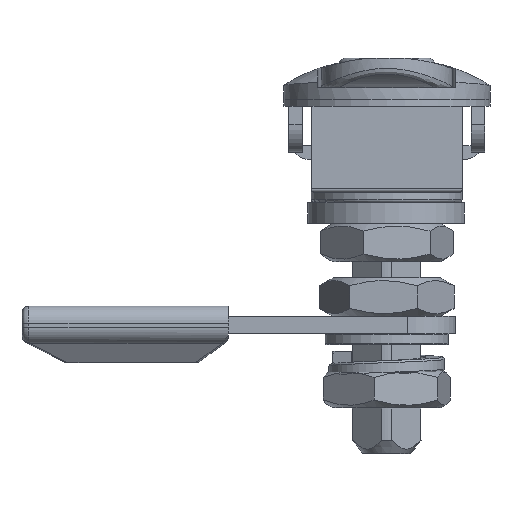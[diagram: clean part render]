
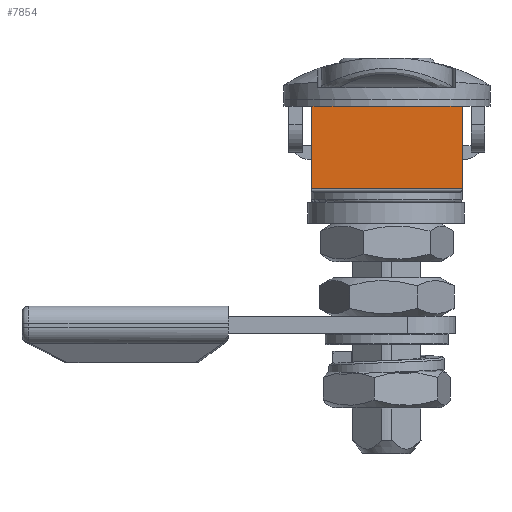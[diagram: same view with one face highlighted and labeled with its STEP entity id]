
A CAD part, front view. The second image highlights one B-rep face of the part: STEP entity #7854.
In plain terms, the highlighted planar face has unit normal (0, -1, 0).
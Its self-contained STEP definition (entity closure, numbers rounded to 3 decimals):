
#450=LINE('',#11786,#1042);
#458=LINE('',#11863,#1050);
#462=LINE('',#11902,#1054);
#463=LINE('',#11903,#1055);
#1042=VECTOR('',#9342,13.);
#1050=VECTOR('',#9374,22.);
#1054=VECTOR('',#9392,13.);
#1055=VECTOR('',#9393,22.);
#1621=PLANE('',#8399);
#1933=FACE_OUTER_BOUND('',#2435,.T.);
#2435=EDGE_LOOP('',(#5414,#5415,#5416,#5417));
#3400=VERTEX_POINT('',#11783);
#3401=VERTEX_POINT('',#11785);
#3416=VERTEX_POINT('',#11861);
#3420=VERTEX_POINT('',#11901);
#4174=EDGE_CURVE('',#3401,#3400,#450,.T.);
#4193=EDGE_CURVE('',#3416,#3400,#458,.T.);
#4202=EDGE_CURVE('',#3420,#3416,#462,.T.);
#4203=EDGE_CURVE('',#3401,#3420,#463,.T.);
#5414=ORIENTED_EDGE('',*,*,#4193,.F.);
#5415=ORIENTED_EDGE('',*,*,#4202,.F.);
#5416=ORIENTED_EDGE('',*,*,#4203,.F.);
#5417=ORIENTED_EDGE('',*,*,#4174,.T.);
#7854=ADVANCED_FACE('',(#1933),#1621,.T.);
#8399=AXIS2_PLACEMENT_3D('',#11900,#9390,#9391);
#9342=DIRECTION('',(0.,0.,-1.));
#9374=DIRECTION('',(-1.,0.,0.));
#9390=DIRECTION('center_axis',(0.,-1.,0.));
#9391=DIRECTION('ref_axis',(-1.,0.,0.));
#9392=DIRECTION('',(0.,0.,-1.));
#9393=DIRECTION('',(1.,0.,0.));
#11783=CARTESIAN_POINT('',(-11.,-47.,-13.));
#11785=CARTESIAN_POINT('',(-11.,-47.,0.));
#11786=CARTESIAN_POINT('',(-11.,-47.,0.));
#11861=CARTESIAN_POINT('',(11.,-47.,-13.));
#11863=CARTESIAN_POINT('',(5.5,-47.,-13.));
#11900=CARTESIAN_POINT('Origin',(11.,-47.,0.));
#11901=CARTESIAN_POINT('',(11.,-47.,0.));
#11902=CARTESIAN_POINT('',(11.,-47.,0.));
#11903=CARTESIAN_POINT('',(5.5,-47.,0.));
